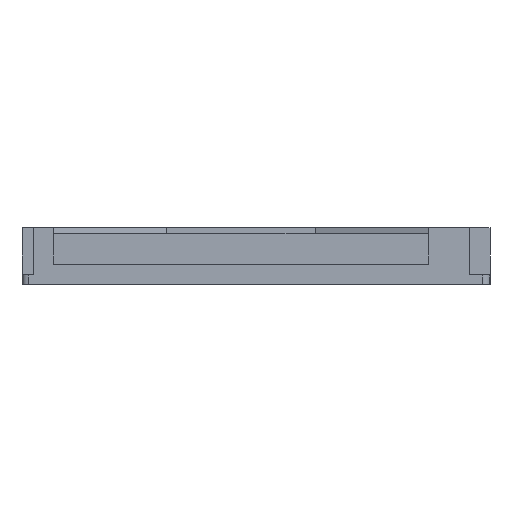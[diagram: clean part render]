
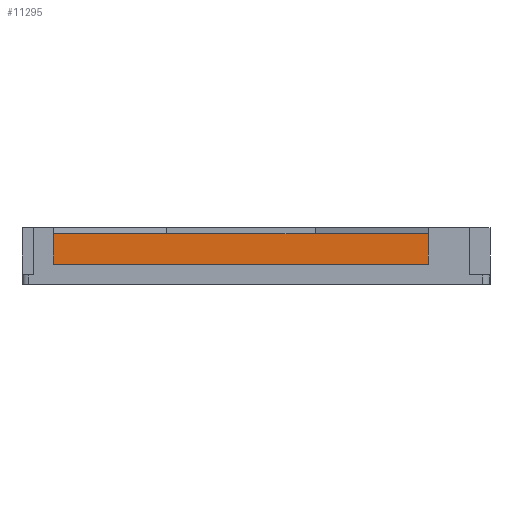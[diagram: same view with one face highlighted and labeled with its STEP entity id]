
A CAD part, front view. The second image highlights one B-rep face of the part: STEP entity #11295.
In plain terms, the highlighted planar face has unit normal (0, -1, 0).
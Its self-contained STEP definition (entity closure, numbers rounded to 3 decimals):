
#4362 = PLANE('',#4363);
#4363 = AXIS2_PLACEMENT_3D('',#4364,#4365,#4366);
#4364 = CARTESIAN_POINT('',(5.1,-15.95,1.5));
#4365 = DIRECTION('',(-1.,0.,0.));
#4366 = DIRECTION('',(0.,0.,-1.));
#4390 = PLANE('',#4391);
#4391 = AXIS2_PLACEMENT_3D('',#4392,#4393,#4394);
#4392 = CARTESIAN_POINT('',(5.1,-15.95,0.6));
#4393 = DIRECTION('',(0.,0.,1.));
#4394 = DIRECTION('',(-1.,0.,0.));
#4564 = PLANE('',#4565);
#4565 = AXIS2_PLACEMENT_3D('',#4566,#4567,#4568);
#4566 = CARTESIAN_POINT('',(-6.,-15.95,1.5));
#4567 = DIRECTION('',(0.,0.,-1.));
#4568 = DIRECTION('',(1.,0.,0.));
#5355 = PLANE('',#5356);
#5356 = AXIS2_PLACEMENT_3D('',#5357,#5358,#5359);
#5357 = CARTESIAN_POINT('',(-6.,-15.95,0.6));
#5358 = DIRECTION('',(1.,0.,0.));
#5359 = DIRECTION('',(0.,0.,1.));
#8873 = VERTEX_POINT('',#8874);
#8874 = CARTESIAN_POINT('',(5.1,-1.75,0.6));
#8895 = EDGE_CURVE('',#8873,#8896,#8898,.T.);
#8896 = VERTEX_POINT('',#8897);
#8897 = CARTESIAN_POINT('',(-6.,-1.75,0.6));
#8898 = SURFACE_CURVE('',#8899,(#8903,#8910),.PCURVE_S1.);
#8899 = LINE('',#8900,#8901);
#8900 = CARTESIAN_POINT('',(5.1,-1.75,0.6));
#8901 = VECTOR('',#8902,1.);
#8902 = DIRECTION('',(-1.,0.,0.));
#8903 = PCURVE('',#4390,#8904);
#8904 = DEFINITIONAL_REPRESENTATION('',(#8905),#8909);
#8905 = LINE('',#8906,#8907);
#8906 = CARTESIAN_POINT('',(0.,-14.2));
#8907 = VECTOR('',#8908,1.);
#8908 = DIRECTION('',(1.,0.));
#8909 = ( GEOMETRIC_REPRESENTATION_CONTEXT(2) 
PARAMETRIC_REPRESENTATION_CONTEXT() REPRESENTATION_CONTEXT('2D SPACE',''
  ) );
#8910 = PCURVE('',#8911,#8916);
#8911 = PLANE('',#8912);
#8912 = AXIS2_PLACEMENT_3D('',#8913,#8914,#8915);
#8913 = CARTESIAN_POINT('',(-6.,-1.75,1.5));
#8914 = DIRECTION('',(0.,-1.,0.));
#8915 = DIRECTION('',(0.,0.,-1.));
#8916 = DEFINITIONAL_REPRESENTATION('',(#8917),#8921);
#8917 = LINE('',#8918,#8919);
#8918 = CARTESIAN_POINT('',(0.9,11.1));
#8919 = VECTOR('',#8920,1.);
#8920 = DIRECTION('',(0.,-1.));
#8921 = ( GEOMETRIC_REPRESENTATION_CONTEXT(2) 
PARAMETRIC_REPRESENTATION_CONTEXT() REPRESENTATION_CONTEXT('2D SPACE',''
  ) );
#9020 = VERTEX_POINT('',#9021);
#9021 = CARTESIAN_POINT('',(5.1,-1.75,1.5));
#9042 = EDGE_CURVE('',#9020,#8873,#9043,.T.);
#9043 = SURFACE_CURVE('',#9044,(#9048,#9055),.PCURVE_S1.);
#9044 = LINE('',#9045,#9046);
#9045 = CARTESIAN_POINT('',(5.1,-1.75,1.5));
#9046 = VECTOR('',#9047,1.);
#9047 = DIRECTION('',(0.,0.,-1.));
#9048 = PCURVE('',#4362,#9049);
#9049 = DEFINITIONAL_REPRESENTATION('',(#9050),#9054);
#9050 = LINE('',#9051,#9052);
#9051 = CARTESIAN_POINT('',(0.,-14.2));
#9052 = VECTOR('',#9053,1.);
#9053 = DIRECTION('',(1.,0.));
#9054 = ( GEOMETRIC_REPRESENTATION_CONTEXT(2) 
PARAMETRIC_REPRESENTATION_CONTEXT() REPRESENTATION_CONTEXT('2D SPACE',''
  ) );
#9055 = PCURVE('',#8911,#9056);
#9056 = DEFINITIONAL_REPRESENTATION('',(#9057),#9061);
#9057 = LINE('',#9058,#9059);
#9058 = CARTESIAN_POINT('',(0.,11.1));
#9059 = VECTOR('',#9060,1.);
#9060 = DIRECTION('',(1.,0.));
#9061 = ( GEOMETRIC_REPRESENTATION_CONTEXT(2) 
PARAMETRIC_REPRESENTATION_CONTEXT() REPRESENTATION_CONTEXT('2D SPACE',''
  ) );
#9077 = VERTEX_POINT('',#9078);
#9078 = CARTESIAN_POINT('',(-6.,-1.75,1.5));
#9099 = EDGE_CURVE('',#9077,#9020,#9100,.T.);
#9100 = SURFACE_CURVE('',#9101,(#9105,#9112),.PCURVE_S1.);
#9101 = LINE('',#9102,#9103);
#9102 = CARTESIAN_POINT('',(-6.,-1.75,1.5));
#9103 = VECTOR('',#9104,1.);
#9104 = DIRECTION('',(1.,0.,0.));
#9105 = PCURVE('',#4564,#9106);
#9106 = DEFINITIONAL_REPRESENTATION('',(#9107),#9111);
#9107 = LINE('',#9108,#9109);
#9108 = CARTESIAN_POINT('',(0.,-14.2));
#9109 = VECTOR('',#9110,1.);
#9110 = DIRECTION('',(1.,0.));
#9111 = ( GEOMETRIC_REPRESENTATION_CONTEXT(2) 
PARAMETRIC_REPRESENTATION_CONTEXT() REPRESENTATION_CONTEXT('2D SPACE',''
  ) );
#9112 = PCURVE('',#8911,#9113);
#9113 = DEFINITIONAL_REPRESENTATION('',(#9114),#9118);
#9114 = LINE('',#9115,#9116);
#9115 = CARTESIAN_POINT('',(0.,0.));
#9116 = VECTOR('',#9117,1.);
#9117 = DIRECTION('',(0.,1.));
#9118 = ( GEOMETRIC_REPRESENTATION_CONTEXT(2) 
PARAMETRIC_REPRESENTATION_CONTEXT() REPRESENTATION_CONTEXT('2D SPACE',''
  ) );
#9278 = EDGE_CURVE('',#8896,#9077,#9279,.T.);
#9279 = SURFACE_CURVE('',#9280,(#9284,#9291),.PCURVE_S1.);
#9280 = LINE('',#9281,#9282);
#9281 = CARTESIAN_POINT('',(-6.,-1.75,0.6));
#9282 = VECTOR('',#9283,1.);
#9283 = DIRECTION('',(0.,0.,1.));
#9284 = PCURVE('',#5355,#9285);
#9285 = DEFINITIONAL_REPRESENTATION('',(#9286),#9290);
#9286 = LINE('',#9287,#9288);
#9287 = CARTESIAN_POINT('',(0.,-14.2));
#9288 = VECTOR('',#9289,1.);
#9289 = DIRECTION('',(1.,0.));
#9290 = ( GEOMETRIC_REPRESENTATION_CONTEXT(2) 
PARAMETRIC_REPRESENTATION_CONTEXT() REPRESENTATION_CONTEXT('2D SPACE',''
  ) );
#9291 = PCURVE('',#8911,#9292);
#9292 = DEFINITIONAL_REPRESENTATION('',(#9293),#9297);
#9293 = LINE('',#9294,#9295);
#9294 = CARTESIAN_POINT('',(0.9,0.));
#9295 = VECTOR('',#9296,1.);
#9296 = DIRECTION('',(-1.,0.));
#9297 = ( GEOMETRIC_REPRESENTATION_CONTEXT(2) 
PARAMETRIC_REPRESENTATION_CONTEXT() REPRESENTATION_CONTEXT('2D SPACE',''
  ) );
#11295 = ADVANCED_FACE('',(#11296),#8911,.T.);
#11296 = FACE_BOUND('',#11297,.F.);
#11297 = EDGE_LOOP('',(#11298,#11299,#11300,#11301));
#11298 = ORIENTED_EDGE('',*,*,#9099,.T.);
#11299 = ORIENTED_EDGE('',*,*,#9042,.T.);
#11300 = ORIENTED_EDGE('',*,*,#8895,.T.);
#11301 = ORIENTED_EDGE('',*,*,#9278,.T.);
